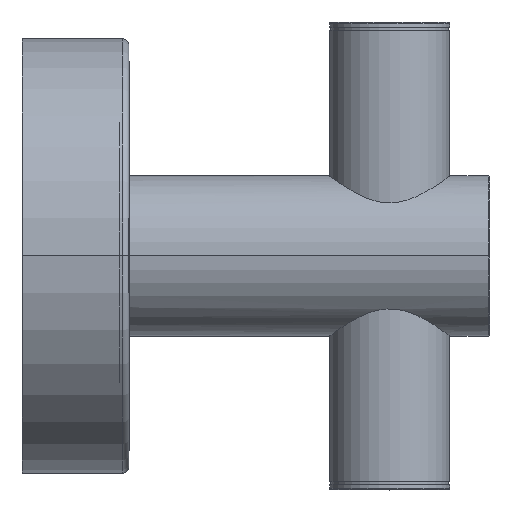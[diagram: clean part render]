
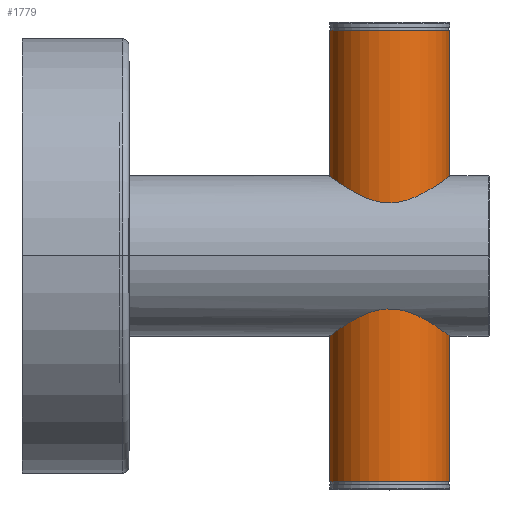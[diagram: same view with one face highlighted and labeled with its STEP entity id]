
A CAD part, top view. The second image highlights one B-rep face of the part: STEP entity #1779.
In plain terms, the highlighted cylindrical face has radius 9 mm (diameter 18 mm), a partial arc.
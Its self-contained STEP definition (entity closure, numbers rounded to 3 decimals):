
#266 = CARTESIAN_POINT ( 'NONE',  ( 9., 0., 70. ) ) ;
#270 = CARTESIAN_POINT ( 'NONE',  ( -9., 0., 70. ) ) ;
#272 = DIRECTION ( 'NONE',  ( 0., 0., -1. ) ) ;
#292 = DIRECTION ( 'NONE',  ( 0., 0., -1. ) ) ;
#370 = AXIS2_PLACEMENT_3D ( 'NONE', #2375, #2378, #2264 ) ;
#420 = AXIS2_PLACEMENT_3D ( 'NONE', #1086, #1023, #1088 ) ;
#428 = AXIS2_PLACEMENT_3D ( 'NONE', #1068, #1071, #1016 ) ;
#506 = LINE ( 'NONE', #266, #551 ) ;
#549 = CYLINDRICAL_SURFACE ( 'NONE', #370, 9. ) ;
#551 = VECTOR ( 'NONE', #292, 1000. ) ;
#568 = VECTOR ( 'NONE', #272, 1000. ) ;
#596 = LINE ( 'NONE', #270, #568 ) ;
#608 = FACE_OUTER_BOUND ( 'NONE', #754, .T. ) ;
#630 = CIRCLE ( 'NONE', #420, 9. ) ;
#631 = CIRCLE ( 'NONE', #428, 9. ) ;
#719 = VERTEX_POINT ( 'NONE', #1507 ) ;
#754 = EDGE_LOOP ( 'NONE', ( #764, #1674, #1597, #1722 ) ) ;
#764 = ORIENTED_EDGE ( 'NONE', *, *, #2237, .T. ) ;
#771 = VERTEX_POINT ( 'NONE', #1215 ) ;
#792 = VERTEX_POINT ( 'NONE', #1395 ) ;
#793 = VERTEX_POINT ( 'NONE', #1438 ) ;
#1016 = DIRECTION ( 'NONE',  ( -1., 0., 0. ) ) ;
#1023 = DIRECTION ( 'NONE',  ( 0., 0., -1. ) ) ;
#1068 = CARTESIAN_POINT ( 'NONE',  ( 0., 0., 1.25 ) ) ;
#1071 = DIRECTION ( 'NONE',  ( 0., 0., -1. ) ) ;
#1086 = CARTESIAN_POINT ( 'NONE',  ( 0., 0., 68.75 ) ) ;
#1088 = DIRECTION ( 'NONE',  ( -1., 0., 0. ) ) ;
#1215 = CARTESIAN_POINT ( 'NONE',  ( -9., 0., 1.25 ) ) ;
#1395 = CARTESIAN_POINT ( 'NONE',  ( 9., 0., 68.75 ) ) ;
#1438 = CARTESIAN_POINT ( 'NONE',  ( 9., 0., 1.25 ) ) ;
#1507 = CARTESIAN_POINT ( 'NONE',  ( -9., 0., 68.75 ) ) ;
#1597 = ORIENTED_EDGE ( 'NONE', *, *, #2228, .F. ) ;
#1674 = ORIENTED_EDGE ( 'NONE', *, *, #2194, .T. ) ;
#1722 = ORIENTED_EDGE ( 'NONE', *, *, #2181, .F. ) ;
#1779 = ADVANCED_FACE ( 'NONE', ( #608 ), #549, .T. ) ;
#2181 = EDGE_CURVE ( 'NONE', #719, #771, #596, .T. ) ;
#2194 = EDGE_CURVE ( 'NONE', #792, #793, #506, .T. ) ;
#2228 = EDGE_CURVE ( 'NONE', #771, #793, #631, .T. ) ;
#2237 = EDGE_CURVE ( 'NONE', #719, #792, #630, .T. ) ;
#2264 = DIRECTION ( 'NONE',  ( -1., 0., 0. ) ) ;
#2375 = CARTESIAN_POINT ( 'NONE',  ( 0., 0., 70. ) ) ;
#2378 = DIRECTION ( 'NONE',  ( 0., 0., -1. ) ) ;
